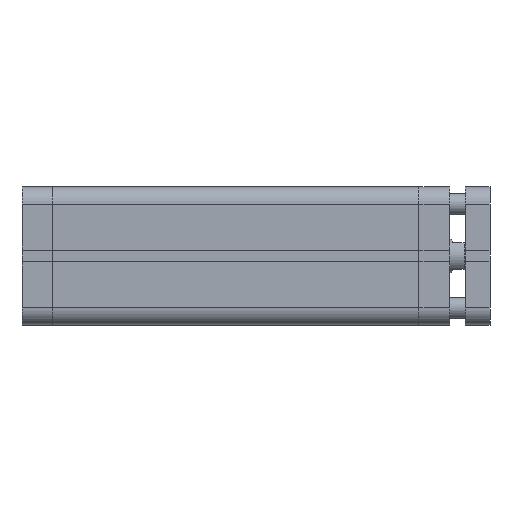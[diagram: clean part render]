
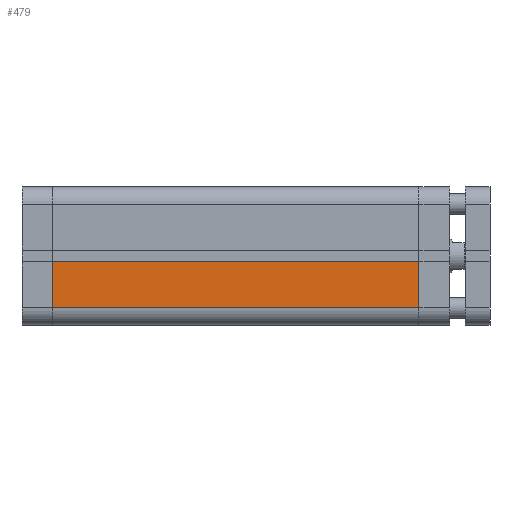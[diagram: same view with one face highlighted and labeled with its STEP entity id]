
A CAD part, front view. The second image highlights one B-rep face of the part: STEP entity #479.
In plain terms, the highlighted planar face has unit normal (0, -1, 0).
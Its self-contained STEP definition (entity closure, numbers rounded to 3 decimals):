
#73 = CARTESIAN_POINT ( 'NONE',  ( -25., -33.5, 0. ) ) ;
#74 = CARTESIAN_POINT ( 'NONE',  ( -25., -33.5, 176.5 ) ) ;
#75 = CARTESIAN_POINT ( 'NONE',  ( -2.6, -33.5, 0. ) ) ;
#76 = CARTESIAN_POINT ( 'NONE',  ( -2.6, -33.5, 176.5 ) ) ;
#479 = ADVANCED_FACE ( 'NONE', ( #6753 ), #5035, .F. ) ;
#2473 = LINE ( 'NONE', #3049, #2474 ) ;
#2474 = VECTOR ( 'NONE', #3050, 1000. ) ;
#2494 = LINE ( 'NONE', #3081, #2495 ) ;
#2495 = VECTOR ( 'NONE', #3082, 1000. ) ;
#2496 = LINE ( 'NONE', #3083, #2497 ) ;
#2497 = VECTOR ( 'NONE', #3084, 1000. ) ;
#2498 = VECTOR ( 'NONE', #3096, 1000. ) ;
#2504 = LINE ( 'NONE', #3089, #2498 ) ;
#3049 = CARTESIAN_POINT ( 'NONE',  ( 0., -33.5, 0. ) ) ;
#3050 = DIRECTION ( 'NONE',  ( 1., 0., 0. ) ) ;
#3081 = CARTESIAN_POINT ( 'NONE',  ( -25., -33.5, 176.5 ) ) ;
#3082 = DIRECTION ( 'NONE',  ( 0., 0., -1. ) ) ;
#3083 = CARTESIAN_POINT ( 'NONE',  ( 0., -33.5, 176.5 ) ) ;
#3084 = DIRECTION ( 'NONE',  ( 1., 0., 0. ) ) ;
#3089 = CARTESIAN_POINT ( 'NONE',  ( -2.6, -33.5, 176.5 ) ) ;
#3096 = DIRECTION ( 'NONE',  ( 0., 0., -1. ) ) ;
#3748 = ORIENTED_EDGE ( 'NONE', *, *, #8021, .T. ) ;
#3749 = ORIENTED_EDGE ( 'NONE', *, *, #8040, .F. ) ;
#3750 = ORIENTED_EDGE ( 'NONE', *, *, #8035, .F. ) ;
#3751 = ORIENTED_EDGE ( 'NONE', *, *, #8034, .T. ) ;
#4129 = EDGE_LOOP ( 'NONE', ( #3748, #3749, #3750, #3751 ) ) ;
#4565 = VERTEX_POINT ( 'NONE', #73 ) ;
#4566 = VERTEX_POINT ( 'NONE', #74 ) ;
#4567 = VERTEX_POINT ( 'NONE', #75 ) ;
#4568 = VERTEX_POINT ( 'NONE', #76 ) ;
#5034 = CARTESIAN_POINT ( 'NONE',  ( 0., -33.5, 176.5 ) ) ;
#5035 = PLANE ( 'NONE',  #8098 ) ;
#5037 = DIRECTION ( 'NONE',  ( 0., 1., 0. ) ) ;
#5038 = DIRECTION ( 'NONE',  ( 0., 0., 1. ) ) ;
#6753 = FACE_OUTER_BOUND ( 'NONE', #4129, .T. ) ;
#8021 = EDGE_CURVE ( 'NONE', #4565, #4567, #2473, .T. ) ;
#8034 = EDGE_CURVE ( 'NONE', #4566, #4565, #2494, .T. ) ;
#8035 = EDGE_CURVE ( 'NONE', #4566, #4568, #2496, .T. ) ;
#8040 = EDGE_CURVE ( 'NONE', #4568, #4567, #2504, .T. ) ;
#8098 = AXIS2_PLACEMENT_3D ( 'NONE', #5034, #5037, #5038 ) ;
